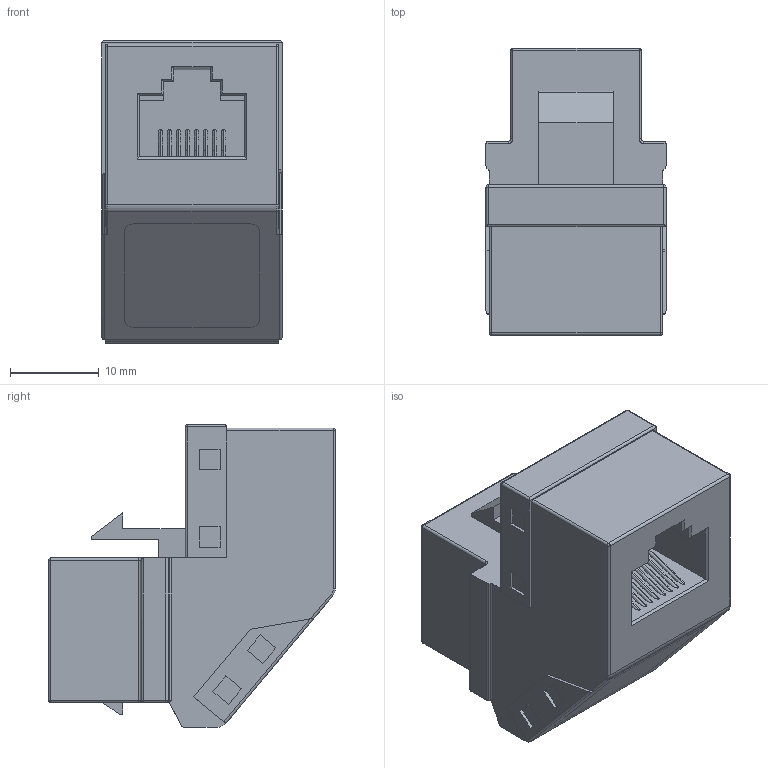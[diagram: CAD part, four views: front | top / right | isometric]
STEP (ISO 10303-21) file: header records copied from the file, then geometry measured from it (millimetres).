
FILE_DESCRIPTION (( 'STEP AP203' ), '1' );
FILE_NAME ('UJ5T568S.STEP', '2013-07-12T20:24:35', ( 'x' ), ( '' ), 'SwSTEP 2.0', 'SolidWorks 2012', '' );
FILE_SCHEMA (( 'CONFIG_CONTROL_DESIGN' ));
Length unit declared in the file: inch
Products named in the file (1): UJ5T568S
Bounding box: 20.32 x 32.38 x 34.16 mm (x, y, z)
Volume: 11813 mm3; surface area: 5130.4 mm2
Topology: 1 solids, 1 shells, 254 faces, 650 edges, 400 vertices
Faces by surface type: plane 152, cylinder 50, bspline 32, torus 10, sphere 10
Entity records: 8203 total; most frequent: CARTESIAN_POINT 2105, ORIENTED_EDGE 1280, DIRECTION 1172, EDGE_CURVE 640, LINE 466, VECTOR 466, VERTEX_POINT 400, AXIS2_PLACEMENT_3D 353
